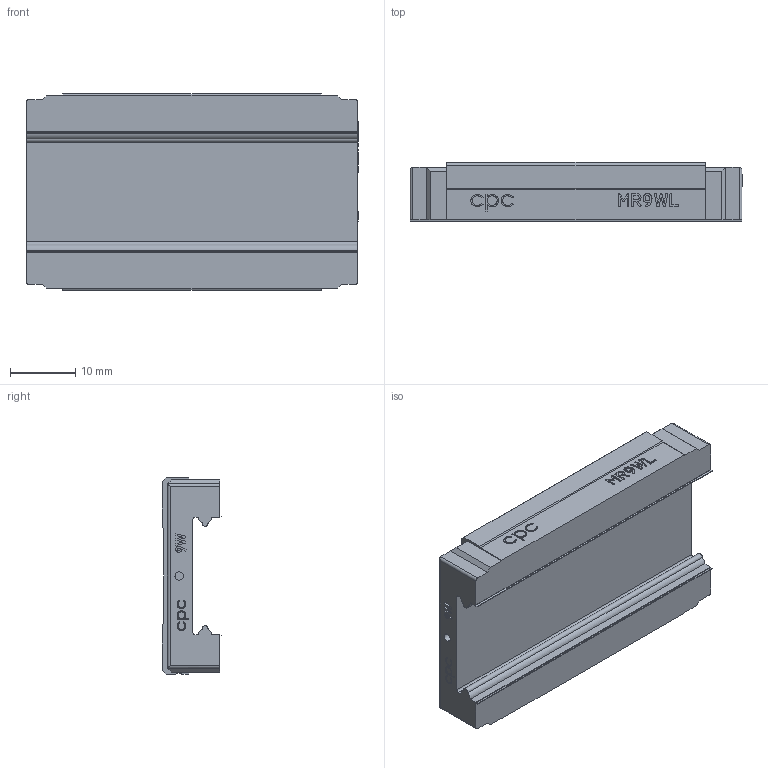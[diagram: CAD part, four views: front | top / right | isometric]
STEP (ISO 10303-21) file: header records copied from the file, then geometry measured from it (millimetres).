
FILE_DESCRIPTION (( 'STEP AP203' ), '1' );
FILE_NAME ('9WL-SU-ZU-block.STEP', '2013-05-28T09:21:02', ( 'T1000-WGZ02' ), ( '' ), 'SwSTEP 2.0', 'SolidWorks 2010', '' );
FILE_SCHEMA (( 'CONFIG_CONTROL_DESIGN' ));
Length unit declared in the file: millimetre
Products named in the file (1): 9WL-SU-ZU-block
Bounding box: 50.7 x 9.1 x 30 mm (x, y, z)
Volume: 9071.6 mm3; surface area: 5103.7 mm2
Topology: 1 solids, 1 shells, 497 faces, 1335 edges, 878 vertices
Faces by surface type: bspline 224, plane 219, cylinder 38, cone 16
Entity records: 25146 total; most frequent: CARTESIAN_POINT 14155, ORIENTED_EDGE 2654, DIRECTION 1499, EDGE_CURVE 1327, VERTEX_POINT 878, VECTOR 799, LINE 799, EDGE_LOOP 543
